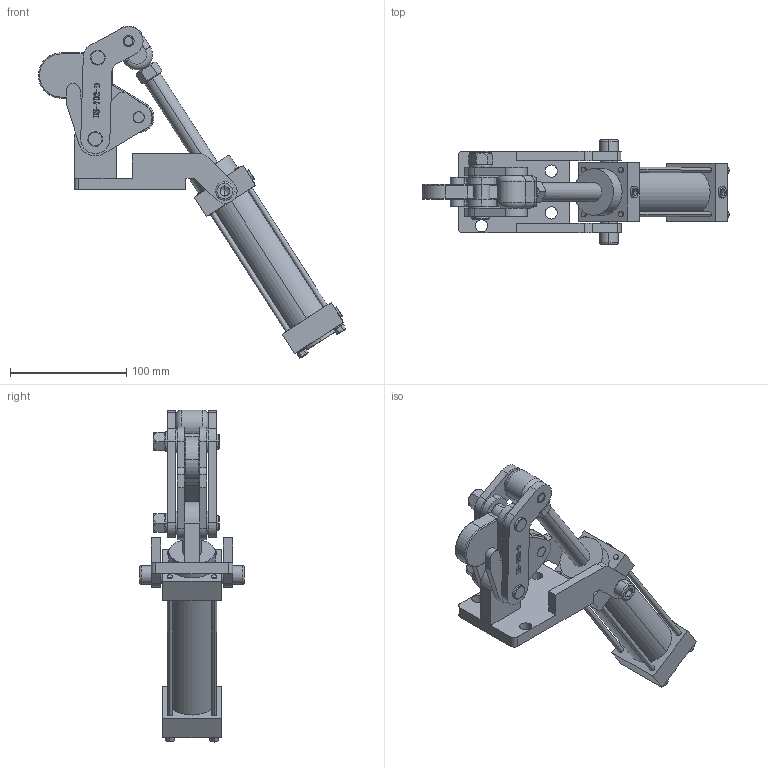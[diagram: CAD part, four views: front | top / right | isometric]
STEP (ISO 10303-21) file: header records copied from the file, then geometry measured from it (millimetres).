
FILE_DESCRIPTION (( 'STEP AP203' ), '1' );
FILE_NAME ('HS-702-DA .STEP', '2019-09-05T00:03:43', ( '微软用户' ), ( '微软中国' ), 'SwSTEP 2.0', 'SolidWorks 2012', '' );
FILE_SCHEMA (( 'CONFIG_CONTROL_DESIGN' ));
Length unit declared in the file: millimetre
Products named in the file (21): HS-702-DA ; hex nuts, style 1-grades ab gb_GB_FASTENER_NUT_SNAB1 M5-N; curved single coil spring lock washers gb_GB_FASTENER_WASHER_CSLW 5; hexagon socket head cap screws gb_GB_FASTENER_SCREWS_HSHCS M10X16-N; 階杶; hex nuts, style 1-grades ab gb_GB_FASTENER_NUT_SNAB1 M12-N; prevailing torque hex nuts2 class 9 gb_GB_HEXAGON_LOCK_TYPE5 M10-N; curved single coil spring lock washers gb_GB_FASTENER_WASHER_CSLW 10; T倛种; 脂润套; 怢論杶; 釱; 蚐詰; 揤參; 种1; 忒梟; 蟀裝; 忒參; 菜え; 菁釱; 菁殤
Assembly tree (40 placements, depth 2):
  HS-702-DA 
    菁殤
    菁釱
    菜え  x4
    忒參
    蟀裝  x2
    忒梟  x2
    种1  x2
    揤參
    蚐詰
    釱
    怢論杶  x2
    脂润套  x2
    T倛种  x2
    curved single coil spring lock washers gb_GB_FASTENER_WASHER_CSLW 10  x2
    prevailing torque hex nuts2 class 9 gb_GB_HEXAGON_LOCK_TYPE5 M10-N  x2
    hex nuts, style 1-grades ab gb_GB_FASTENER_NUT_SNAB1 M12-N
    階杶  x2
    hexagon socket head cap screws gb_GB_FASTENER_SCREWS_HSHCS M10X16-N  x2
    curved single coil spring lock washers gb_GB_FASTENER_WASHER_CSLW 5  x4
    hex nuts, style 1-grades ab gb_GB_FASTENER_NUT_SNAB1 M5-N  x5
Bounding box: 263.85 x 90 x 285.24 mm (x, y, z)
Volume: 568588.9 mm3; surface area: 168225.9 mm2
Topology: 42 solids, 42 shells, 1366 faces, 3405 edges, 2206 vertices
Faces by surface type: plane 657, cylinder 303, bspline 246, cone 134, torus 26
Entity records: 32216 total; most frequent: CARTESIAN_POINT 11571, ORIENTED_EDGE 3788, DIRECTION 3457, EDGE_CURVE 1894, VERTEX_POINT 1228, AXIS2_PLACEMENT_3D 1176, LINE 1105, VECTOR 1105
